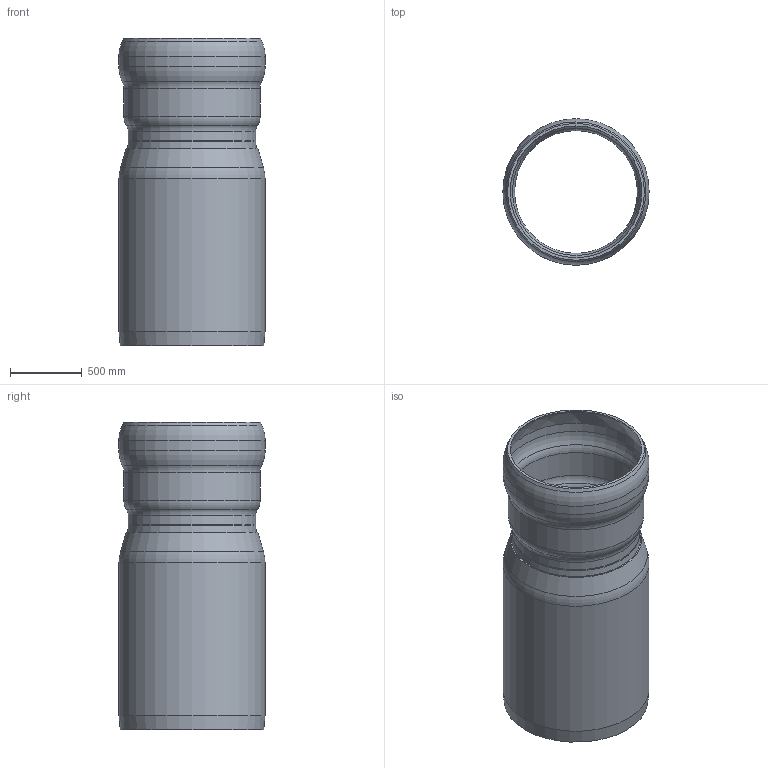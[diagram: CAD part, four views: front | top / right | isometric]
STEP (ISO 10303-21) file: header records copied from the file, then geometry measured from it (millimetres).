
FILE_DESCRIPTION(/* description */ (''),/* implementation_level */ '2;1');
FILE_NAME(/* name */ '00603.MD0X_3D.stp',/* time_stamp */ '2024-12-11T12:58:54+01:00',/* author */ ('CAD'),/* organization */ (''),/* preprocessor_version */ 'ST-DEVELOPER v20',/* originating_system */ 'AutoCAD Mechanical',/* authorisation */ '');
FILE_SCHEMA (('AUTOMOTIVE_DESIGN { 1 0 10303 214 3 1 1 }'));
Length unit declared in the file: centimetre
Products named in the file (1): Product
Bounding box: 1022 x 1022 x 2150 mm (x, y, z)
Volume: 124230203.3 mm3; surface area: 13537879.7 mm2
Topology: 2 solids, 2 shells, 34 faces, 84 edges, 54 vertices
Faces by surface type: torus 13, cone 8, cylinder 8, plane 4, bspline 1
Full cylindrical faces by diameter (mm): 858 x1, 890 x1, 920 x1, 952 x1, 980 x1, 990 x1, 1020 x1, 1022 x1
Entity records: 1100 total; most frequent: DIRECTION 220, CARTESIAN_POINT 199, ORIENTED_EDGE 168, AXIS2_PLACEMENT_3D 102, EDGE_CURVE 84, CIRCLE 68, VERTEX_POINT 54, EDGE_LOOP 38
